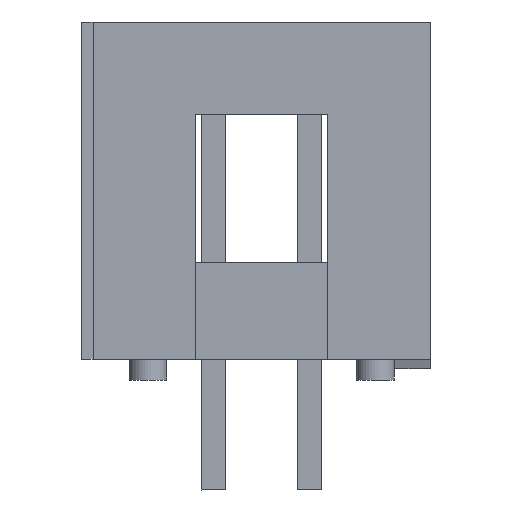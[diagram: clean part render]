
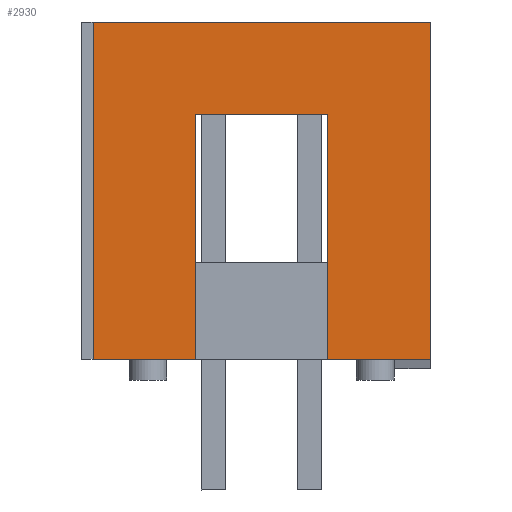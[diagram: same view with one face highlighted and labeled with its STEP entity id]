
A CAD part, left-side view. The second image highlights one B-rep face of the part: STEP entity #2930.
In plain terms, the highlighted planar face has unit normal (-1, 0, 0).
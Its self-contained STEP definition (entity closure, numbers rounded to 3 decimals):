
#2930=ADVANCED_FACE('',(#3774),#3353,.T.);
#3353=PLANE('',#10726);
#3774=FACE_OUTER_BOUND('',#4240,.T.);
#4240=EDGE_LOOP('',(#6046,#6047,#6048,#6049,#6050,#6051,#6052,#6053));
#6046=ORIENTED_EDGE('',*,*,#8132,.T.);
#6047=ORIENTED_EDGE('',*,*,#8129,.T.);
#6048=ORIENTED_EDGE('',*,*,#8133,.T.);
#6049=ORIENTED_EDGE('',*,*,#8134,.T.);
#6050=ORIENTED_EDGE('',*,*,#8135,.T.);
#6051=ORIENTED_EDGE('',*,*,#7979,.F.);
#6052=ORIENTED_EDGE('',*,*,#8136,.T.);
#6053=ORIENTED_EDGE('',*,*,#8032,.T.);
#6999=VERTEX_POINT('',#14429);
#7000=VERTEX_POINT('',#14431);
#7036=VERTEX_POINT('',#14540);
#7037=VERTEX_POINT('',#14542);
#7105=VERTEX_POINT('',#14734);
#7106=VERTEX_POINT('',#14735);
#7107=VERTEX_POINT('',#14742);
#7108=VERTEX_POINT('',#14744);
#7979=EDGE_CURVE('',#6999,#7000,#9034,.T.);
#8032=EDGE_CURVE('',#7037,#7036,#9087,.T.);
#8129=EDGE_CURVE('',#7105,#7106,#9182,.T.);
#8132=EDGE_CURVE('',#7036,#7105,#9185,.T.);
#8133=EDGE_CURVE('',#7106,#7107,#9186,.T.);
#8134=EDGE_CURVE('',#7107,#7108,#9187,.T.);
#8135=EDGE_CURVE('',#7108,#7000,#9188,.T.);
#8136=EDGE_CURVE('',#6999,#7037,#9189,.T.);
#9034=LINE('',#14430,#10083);
#9087=LINE('',#14541,#10136);
#9182=LINE('',#14733,#10231);
#9185=LINE('',#14739,#10234);
#9186=LINE('',#14741,#10235);
#9187=LINE('',#14743,#10236);
#9188=LINE('',#14745,#10237);
#9189=LINE('',#14746,#10238);
#10083=VECTOR('',#12290,1.);
#10136=VECTOR('',#12385,1.);
#10231=VECTOR('',#12538,1.);
#10234=VECTOR('',#12543,1.);
#10235=VECTOR('',#12546,1.);
#10236=VECTOR('',#12547,1.);
#10237=VECTOR('',#12548,1.);
#10238=VECTOR('',#12549,1.);
#10726=AXIS2_PLACEMENT_3D('',#14747,#12550,#12551);
#12290=DIRECTION('',(0.,0.,1.));
#12385=DIRECTION('',(0.,0.,1.));
#12538=DIRECTION('',(0.,0.,-1.));
#12543=DIRECTION('',(0.,-1.,0.));
#12546=DIRECTION('',(0.,-1.,0.));
#12547=DIRECTION('',(0.,0.,1.));
#12548=DIRECTION('',(0.,1.,0.));
#12549=DIRECTION('',(0.,-1.,0.));
#12550=DIRECTION('',(-1.,0.,0.));
#12551=DIRECTION('',(0.,-1.,0.));
#14429=CARTESIAN_POINT('',(-25.4,4.45,-8.9));
#14430=CARTESIAN_POINT('',(-25.4,4.45,-8.9));
#14431=CARTESIAN_POINT('',(-25.4,4.45,0.));
#14540=CARTESIAN_POINT('',(-25.4,1.75,-2.45));
#14541=CARTESIAN_POINT('',(-25.4,1.75,-8.9));
#14542=CARTESIAN_POINT('',(-25.4,1.75,-8.9));
#14733=CARTESIAN_POINT('',(-25.4,-1.75,-2.45));
#14734=CARTESIAN_POINT('',(-25.4,-1.75,-2.45));
#14735=CARTESIAN_POINT('',(-25.4,-1.75,-8.9));
#14739=CARTESIAN_POINT('',(-25.4,1.75,-2.45));
#14741=CARTESIAN_POINT('',(-25.4,-1.75,-8.9));
#14742=CARTESIAN_POINT('',(-25.4,-4.45,-8.9));
#14743=CARTESIAN_POINT('',(-25.4,-4.45,-8.9));
#14744=CARTESIAN_POINT('',(-25.4,-4.45,0.));
#14745=CARTESIAN_POINT('',(-25.4,-4.45,0.));
#14746=CARTESIAN_POINT('',(-25.4,4.45,-8.9));
#14747=CARTESIAN_POINT('',(-25.4,4.45,-8.9));
